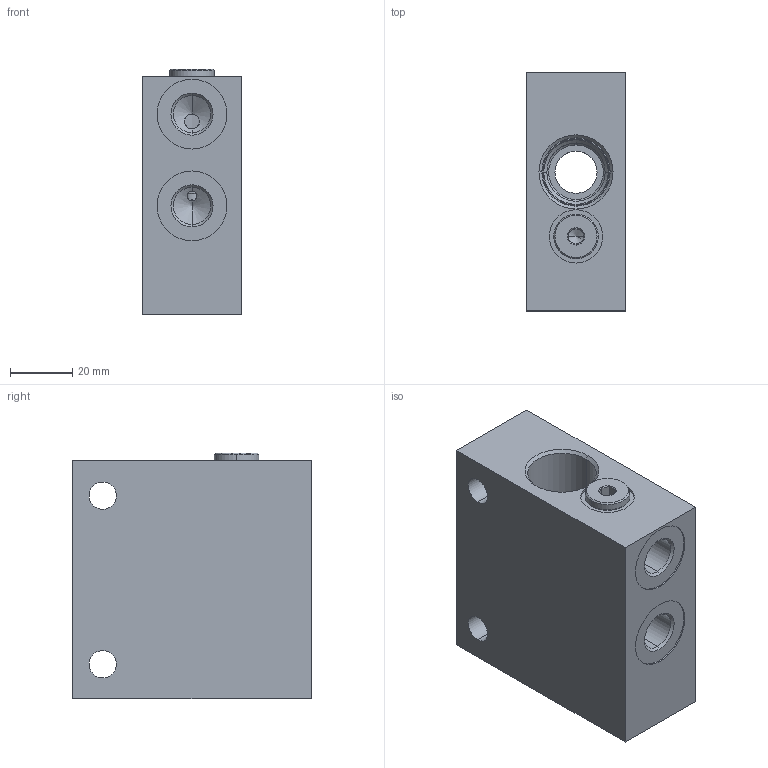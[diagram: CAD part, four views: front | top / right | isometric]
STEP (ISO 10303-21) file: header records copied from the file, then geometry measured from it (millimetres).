
FILE_DESCRIPTION((''),'2;1');
FILE_NAME('EGU_ASM','2021-01-05T',('ProEService'),(''),'PRO/ENGINEER BY PARAMETRIC TECHNOLOGY CORPORATION, 2014200','PRO/ENGINEER BY PARAMETRIC TECHNOLOGY CORPORATION, 2014200','');
FILE_SCHEMA(('CONFIG_CONTROL_DESIGN'));
Length unit declared in the file: inch
Products named in the file (4): 150-544-008; CSZNXXN; A330-006-004; EGU_ASM
Assembly tree (3 placements, depth 2):
  EGU_ASM
    150-544-008
    CSZNXXN
    A330-006-004
Bounding box: 31.75 x 76.2 x 78.71 mm (x, y, z)
Volume: 150579.6 mm3; surface area: 32536.5 mm2
Topology: 7 solids, 7 shells, 295 faces, 857 edges, 672 vertices
Faces by surface type: cylinder 106, cone 72, torus 52, plane 51, revolution 8, sphere 6
Entity records: 11402 total; most frequent: CARTESIAN_POINT 3640, DIRECTION 1718, ORIENTED_EDGE 1282, AXIS2_PLACEMENT_3D 641, EDGE_CURVE 641, VECTOR 428, LINE 428, VERTEX_POINT 374
